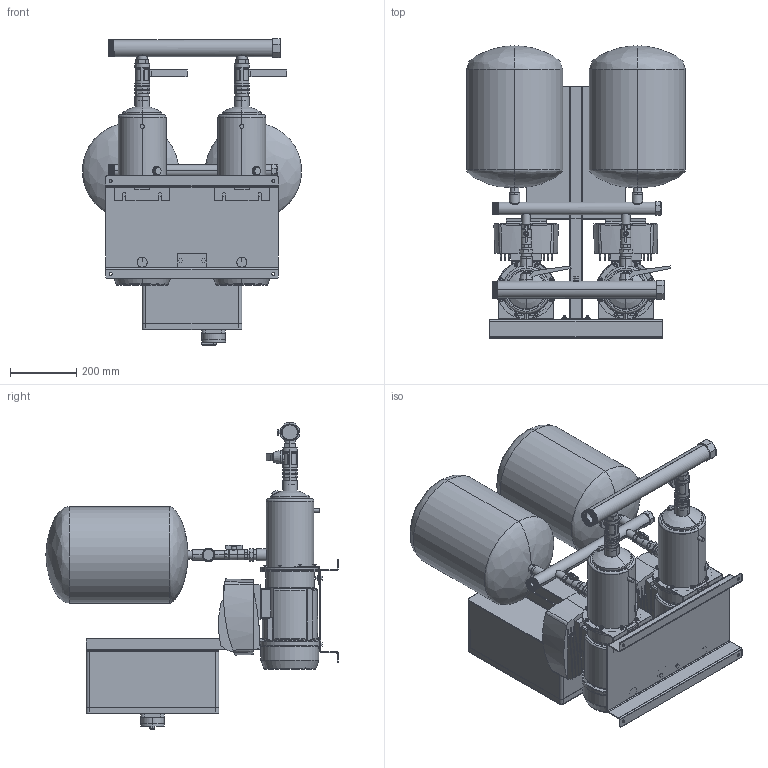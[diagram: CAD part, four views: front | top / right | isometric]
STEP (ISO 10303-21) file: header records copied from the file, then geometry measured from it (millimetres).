
FILE_DESCRIPTION (( 'STEP AP214' ), '1' );
FILE_NAME ('2EH_5-8_TE.STEP', '2022-03-02T10:15:14', ( '' ), ( '' ), 'SwSTEP 2.0', 'SolidWorks 2020', '' );
FILE_SCHEMA (( 'AUTOMOTIVE_DESIGN' ));
Length unit declared in the file: mil
Products named in the file (1): 2EH_5-8_TE
Bounding box: 660 x 880 x 922.25 mm (x, y, z)
Volume: 66522705.4 mm3; surface area: 4964746.7 mm2
Topology: 46 solids, 47 shells, 1618 faces, 3904 edges, 2519 vertices
Faces by surface type: plane 852, cylinder 563, cone 116, torus 41, bspline 36, sphere 10
Entity records: 69357 total; most frequent: CARTESIAN_POINT 30033, ORIENTED_EDGE 7796, DIRECTION 7688, EDGE_CURVE 3898, AXIS2_PLACEMENT_3D 2715, VERTEX_POINT 2519, LINE 2258, VECTOR 2258
